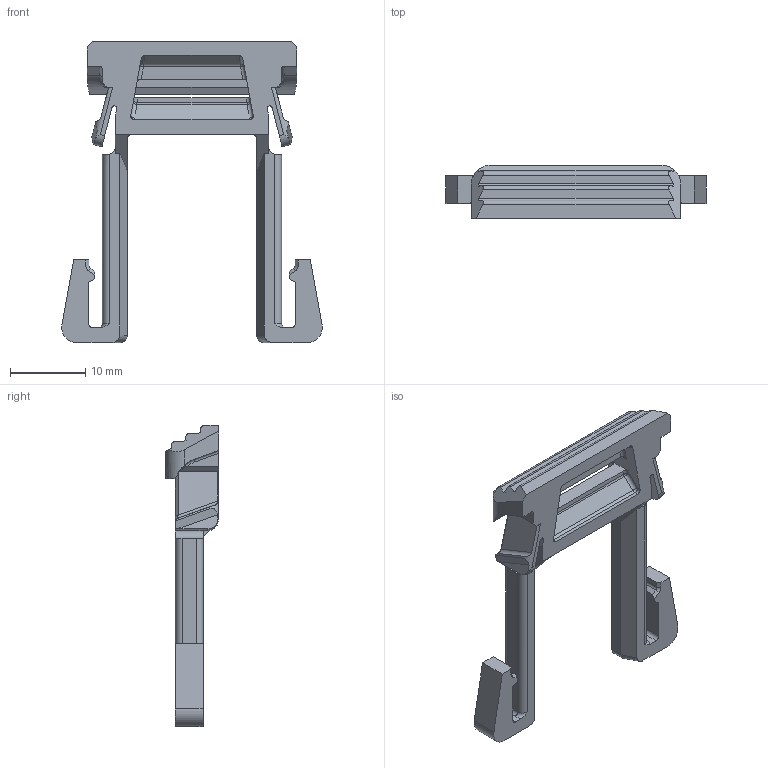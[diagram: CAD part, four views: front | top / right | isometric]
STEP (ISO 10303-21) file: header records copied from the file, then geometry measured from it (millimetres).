
FILE_DESCRIPTION((''),'2;1');
FILE_NAME('FRH-A-CPA_NCF_ASM','2017-11-29T17:00:11',('20077268'),(''),'CREO PARAMETRIC BY PTC INC, 2017110','CREO PARAMETRIC BY PTC INC, 2017110','');
FILE_SCHEMA(('CONFIG_CONTROL_DESIGN'));
Length unit declared in the file: millimetre
Products named in the file (2): C38-1027_NCF; FRH-A-CPA_NCF_ASM
Assembly tree (1 placements, depth 2):
  FRH-A-CPA_NCF_ASM
    C38-1027_NCF
Bounding box: 34.61 x 7.05 x 40 mm (x, y, z)
Volume: 2077.8 mm3; surface area: 2397.4 mm2
Topology: 1 solids, 1 shells, 166 faces, 461 edges, 296 vertices
Faces by surface type: plane 90, cylinder 56, bspline 6, sphere 6, torus 6, cone 2
Entity records: 5685 total; most frequent: CARTESIAN_POINT 1495, ORIENTED_EDGE 922, DIRECTION 783, EDGE_CURVE 461, VECTOR 301, LINE 301, VERTEX_POINT 296, AXIS2_PLACEMENT_3D 241
